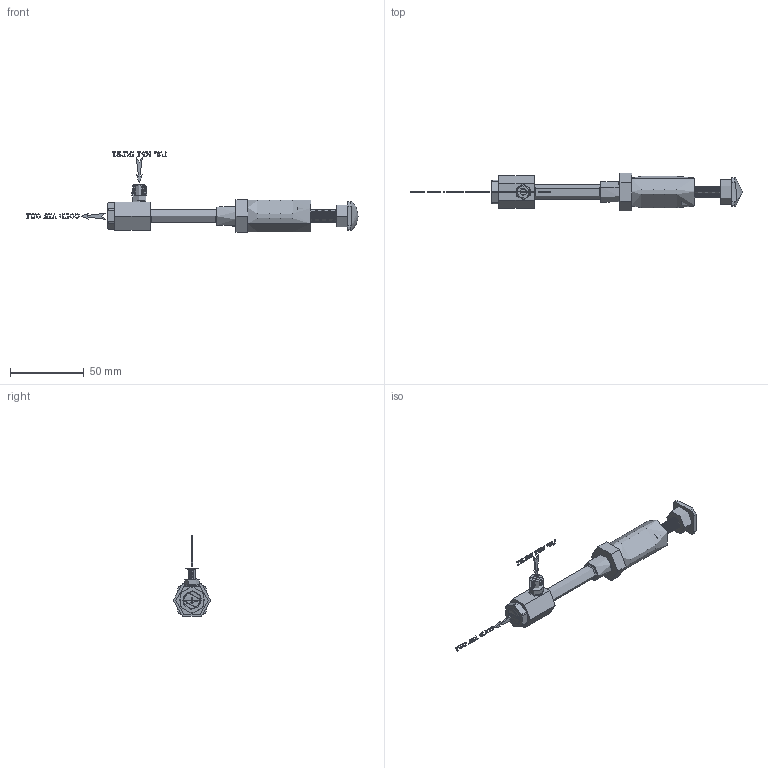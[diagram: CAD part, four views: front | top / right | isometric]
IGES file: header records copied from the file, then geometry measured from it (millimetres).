
Start section: START RECORD GO HERE.
Global section: file name: SVT+AHEM.igs; native system: DASSAULT SYSTEMES CATIA V5 R20 - www.3ds.com; preprocessor: CATIA Version 5 Release 20 ; author: DESIGNENG; organization: KJNDESIGN; date: 20150311.125109; units: millimetre
Bounding box: 224.9 x 25.4 x 54.58 mm (x, y, z)
Surface area: 22451.7 mm2 (no closed solid volume)
Topology: 0 solids, 0 shells, 1516 faces, 7981 edges, 7983 vertices
Faces by surface type: bspline 514, plane 360, revolution 328, extrusion 314
